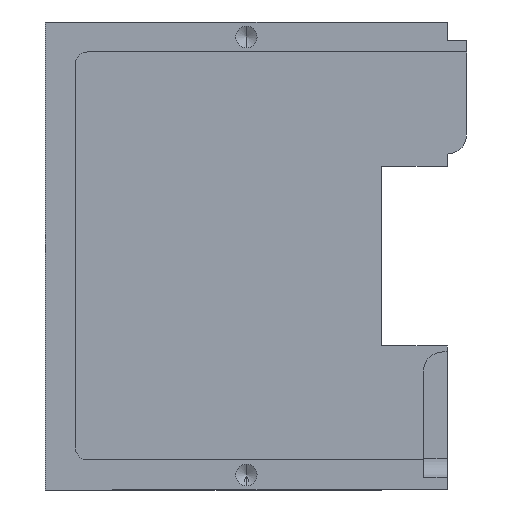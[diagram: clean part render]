
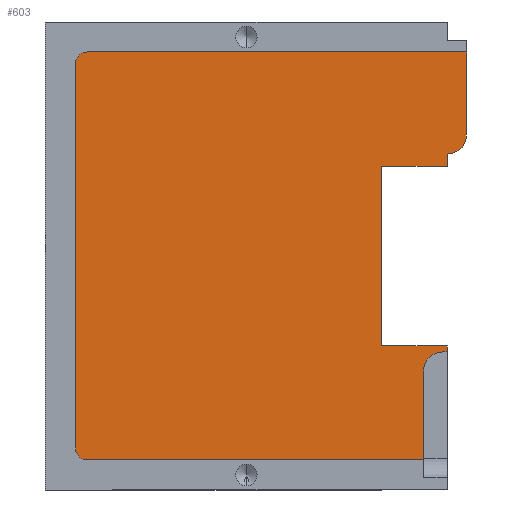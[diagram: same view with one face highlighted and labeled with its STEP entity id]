
A CAD part, front view. The second image highlights one B-rep face of the part: STEP entity #603.
In plain terms, the highlighted planar face has unit normal (0, -1, 0).
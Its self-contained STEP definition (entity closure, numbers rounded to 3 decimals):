
#6 = VECTOR ( 'NONE', #914, 1000. ) ;
#34 = VERTEX_POINT ( 'NONE', #627 ) ;
#58 = PLANE ( 'NONE',  #1190 ) ;
#70 = LINE ( 'NONE', #1328, #1168 ) ;
#71 = DIRECTION ( 'NONE',  ( 0., 0., -1. ) ) ;
#83 = VERTEX_POINT ( 'NONE', #340 ) ;
#105 = LINE ( 'NONE', #936, #754 ) ;
#125 = EDGE_CURVE ( 'NONE', #266, #247, #807, .T. ) ;
#140 = DIRECTION ( 'NONE',  ( 0., 0., -1. ) ) ;
#149 = VERTEX_POINT ( 'NONE', #1472 ) ;
#172 = EDGE_CURVE ( 'NONE', #266, #1106, #70, .T. ) ;
#181 = VECTOR ( 'NONE', #71, 1000. ) ;
#183 = DIRECTION ( 'NONE',  ( 0., 0., 1. ) ) ;
#197 = LINE ( 'NONE', #1452, #1456 ) ;
#207 = ORIENTED_EDGE ( 'NONE', *, *, #404, .F. ) ;
#235 = DIRECTION ( 'NONE',  ( 0., 0., -1. ) ) ;
#236 = VECTOR ( 'NONE', #967, 1000. ) ;
#239 = EDGE_LOOP ( 'NONE', ( #576, #556, #1268, #1290, #1172, #534, #388, #285, #431, #1070, #845, #207, #494, #986, #318 ) ) ;
#247 = VERTEX_POINT ( 'NONE', #1116 ) ;
#256 = CARTESIAN_POINT ( 'NONE',  ( 1.587, 16., 0. ) ) ;
#265 = CARTESIAN_POINT ( 'NONE',  ( 1.587, 16., 36.5 ) ) ;
#266 = VERTEX_POINT ( 'NONE', #759 ) ;
#270 = LINE ( 'NONE', #1178, #236 ) ;
#285 = ORIENTED_EDGE ( 'NONE', *, *, #589, .T. ) ;
#289 = CARTESIAN_POINT ( 'NONE',  ( -5.5, 16., 0. ) ) ;
#315 = EDGE_CURVE ( 'NONE', #149, #1106, #566, .T. ) ;
#316 = CARTESIAN_POINT ( 'NONE',  ( 0., 16., 28. ) ) ;
#318 = ORIENTED_EDGE ( 'NONE', *, *, #476, .F. ) ;
#328 = EDGE_CURVE ( 'NONE', #34, #247, #105, .T. ) ;
#338 = DIRECTION ( 'NONE',  ( 0., -1., 0. ) ) ;
#340 = CARTESIAN_POINT ( 'NONE',  ( 1.587, 16., 29.587 ) ) ;
#349 = VECTOR ( 'NONE', #140, 1000. ) ;
#367 = CARTESIAN_POINT ( 'NONE',  ( 0., 16., 11.5 ) ) ;
#377 = VECTOR ( 'NONE', #840, 1000. ) ;
#382 = CARTESIAN_POINT ( 'NONE',  ( -2., 16., 0. ) ) ;
#386 = VERTEX_POINT ( 'NONE', #592 ) ;
#388 = ORIENTED_EDGE ( 'NONE', *, *, #1165, .T. ) ;
#390 = EDGE_CURVE ( 'NONE', #822, #873, #1017, .T. ) ;
#404 = EDGE_CURVE ( 'NONE', #488, #386, #724, .T. ) ;
#415 = DIRECTION ( 'NONE',  ( 0., 0., -1. ) ) ;
#431 = ORIENTED_EDGE ( 'NONE', *, *, #390, .F. ) ;
#444 = DIRECTION ( 'NONE',  ( 0., -1., 0. ) ) ;
#476 = EDGE_CURVE ( 'NONE', #1379, #83, #1404, .T. ) ;
#488 = VERTEX_POINT ( 'NONE', #745 ) ;
#494 = ORIENTED_EDGE ( 'NONE', *, *, #583, .F. ) ;
#504 = CARTESIAN_POINT ( 'NONE',  ( -0.413, 16., 11.5 ) ) ;
#534 = ORIENTED_EDGE ( 'NONE', *, *, #788, .F. ) ;
#544 = CIRCLE ( 'NONE', #1274, 1.588 ) ;
#545 = CARTESIAN_POINT ( 'NONE',  ( 0., 16., 0. ) ) ;
#556 = ORIENTED_EDGE ( 'NONE', *, *, #315, .T. ) ;
#561 = CARTESIAN_POINT ( 'NONE',  ( -30., 16., 3.5 ) ) ;
#566 = CIRCLE ( 'NONE', #1409, 1. ) ;
#576 = ORIENTED_EDGE ( 'NONE', *, *, #1261, .F. ) ;
#583 = EDGE_CURVE ( 'NONE', #1026, #488, #1231, .T. ) ;
#589 = EDGE_CURVE ( 'NONE', #900, #873, #197, .T. ) ;
#592 = CARTESIAN_POINT ( 'NONE',  ( -5.5, 16., 27. ) ) ;
#603 = ADVANCED_FACE ( 'NONE', ( #1215 ), #58, .T. ) ;
#627 = CARTESIAN_POINT ( 'NONE',  ( -2., 16., 2.5 ) ) ;
#635 = DIRECTION ( 'NONE',  ( 0., 0., -1. ) ) ;
#636 = VECTOR ( 'NONE', #635, 1000. ) ;
#672 = DIRECTION ( 'NONE',  ( -1., 0., 0. ) ) ;
#687 = DIRECTION ( 'NONE',  ( 0., 0., -1. ) ) ;
#691 = DIRECTION ( 'NONE',  ( 0., -1., 0. ) ) ;
#724 = LINE ( 'NONE', #1312, #1074 ) ;
#745 = CARTESIAN_POINT ( 'NONE',  ( 0., 16., 27. ) ) ;
#754 = VECTOR ( 'NONE', #672, 1000. ) ;
#759 = CARTESIAN_POINT ( 'NONE',  ( -31., 16., 3.5 ) ) ;
#784 = CARTESIAN_POINT ( 'NONE',  ( -30., 16., 35.5 ) ) ;
#787 = DIRECTION ( 'NONE',  ( 0., 0., -1. ) ) ;
#788 = EDGE_CURVE ( 'NONE', #913, #34, #1180, .T. ) ;
#807 = CIRCLE ( 'NONE', #1094, 1. ) ;
#822 = VERTEX_POINT ( 'NONE', #846 ) ;
#840 = DIRECTION ( 'NONE',  ( 0., 0., -1. ) ) ;
#841 = VERTEX_POINT ( 'NONE', #1186 ) ;
#845 = ORIENTED_EDGE ( 'NONE', *, *, #1431, .F. ) ;
#846 = CARTESIAN_POINT ( 'NONE',  ( 0., 16., 12. ) ) ;
#873 = VERTEX_POINT ( 'NONE', #367 ) ;
#883 = AXIS2_PLACEMENT_3D ( 'NONE', #1127, #444, #1246 ) ;
#900 = VERTEX_POINT ( 'NONE', #504 ) ;
#913 = VERTEX_POINT ( 'NONE', #1173 ) ;
#914 = DIRECTION ( 'NONE',  ( 0., 0., -1. ) ) ;
#936 = CARTESIAN_POINT ( 'NONE',  ( 0., 16., 2.5 ) ) ;
#945 = DIRECTION ( 'NONE',  ( -1., 0., 0. ) ) ;
#967 = DIRECTION ( 'NONE',  ( 1., 0., 0. ) ) ;
#973 = DIRECTION ( 'NONE',  ( 1., 0., 0. ) ) ;
#980 = CARTESIAN_POINT ( 'NONE',  ( 0., 16., 0. ) ) ;
#986 = ORIENTED_EDGE ( 'NONE', *, *, #1067, .T. ) ;
#1003 = CIRCLE ( 'NONE', #883, 1.587 ) ;
#1017 = LINE ( 'NONE', #1140, #6 ) ;
#1026 = VERTEX_POINT ( 'NONE', #316 ) ;
#1060 = CARTESIAN_POINT ( 'NONE',  ( 0., 16., 12. ) ) ;
#1067 = EDGE_CURVE ( 'NONE', #1026, #83, #1003, .T. ) ;
#1070 = ORIENTED_EDGE ( 'NONE', *, *, #1204, .T. ) ;
#1074 = VECTOR ( 'NONE', #1285, 1000. ) ;
#1094 = AXIS2_PLACEMENT_3D ( 'NONE', #561, #691, #787 ) ;
#1106 = VERTEX_POINT ( 'NONE', #1393 ) ;
#1116 = CARTESIAN_POINT ( 'NONE',  ( -30., 16., 2.5 ) ) ;
#1127 = CARTESIAN_POINT ( 'NONE',  ( 0., 16., 29.587 ) ) ;
#1140 = CARTESIAN_POINT ( 'NONE',  ( 0., 16., 0. ) ) ;
#1141 = LINE ( 'NONE', #1060, #1417 ) ;
#1165 = EDGE_CURVE ( 'NONE', #913, #900, #544, .T. ) ;
#1168 = VECTOR ( 'NONE', #183, 1000. ) ;
#1172 = ORIENTED_EDGE ( 'NONE', *, *, #328, .F. ) ;
#1173 = CARTESIAN_POINT ( 'NONE',  ( -2., 16., 9.913 ) ) ;
#1178 = CARTESIAN_POINT ( 'NONE',  ( 0., 16., 36.5 ) ) ;
#1180 = LINE ( 'NONE', #382, #377 ) ;
#1186 = CARTESIAN_POINT ( 'NONE',  ( -5.5, 16., 12. ) ) ;
#1190 = AXIS2_PLACEMENT_3D ( 'NONE', #980, #1327, #415 ) ;
#1204 = EDGE_CURVE ( 'NONE', #822, #841, #1141, .T. ) ;
#1215 = FACE_OUTER_BOUND ( 'NONE', #239, .T. ) ;
#1231 = LINE ( 'NONE', #545, #636 ) ;
#1246 = DIRECTION ( 'NONE',  ( 0., 0., -1. ) ) ;
#1261 = EDGE_CURVE ( 'NONE', #149, #1379, #270, .T. ) ;
#1268 = ORIENTED_EDGE ( 'NONE', *, *, #172, .F. ) ;
#1274 = AXIS2_PLACEMENT_3D ( 'NONE', #1280, #1499, #235 ) ;
#1280 = CARTESIAN_POINT ( 'NONE',  ( -0.413, 16., 9.913 ) ) ;
#1285 = DIRECTION ( 'NONE',  ( -1., 0., 0. ) ) ;
#1290 = ORIENTED_EDGE ( 'NONE', *, *, #125, .T. ) ;
#1312 = CARTESIAN_POINT ( 'NONE',  ( 0., 16., 27. ) ) ;
#1327 = DIRECTION ( 'NONE',  ( 0., -1., 0. ) ) ;
#1328 = CARTESIAN_POINT ( 'NONE',  ( -31., 16., 0. ) ) ;
#1379 = VERTEX_POINT ( 'NONE', #265 ) ;
#1393 = CARTESIAN_POINT ( 'NONE',  ( -31., 16., 35.5 ) ) ;
#1404 = LINE ( 'NONE', #256, #349 ) ;
#1409 = AXIS2_PLACEMENT_3D ( 'NONE', #784, #338, #687 ) ;
#1417 = VECTOR ( 'NONE', #945, 1000. ) ;
#1431 = EDGE_CURVE ( 'NONE', #386, #841, #1473, .T. ) ;
#1452 = CARTESIAN_POINT ( 'NONE',  ( -2., 16., 11.5 ) ) ;
#1456 = VECTOR ( 'NONE', #973, 1000. ) ;
#1472 = CARTESIAN_POINT ( 'NONE',  ( -30., 16., 36.5 ) ) ;
#1473 = LINE ( 'NONE', #289, #181 ) ;
#1499 = DIRECTION ( 'NONE',  ( 0., 1., 0. ) ) ;
